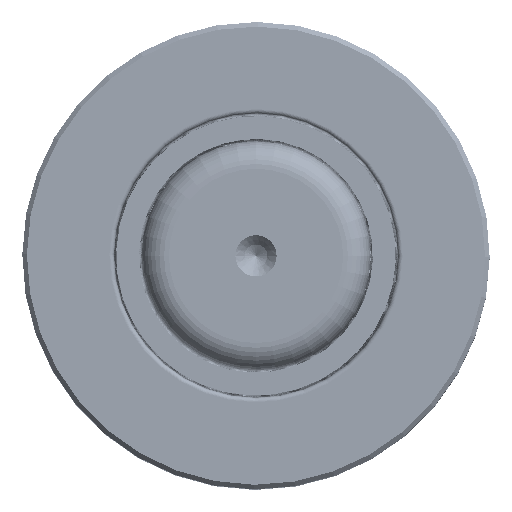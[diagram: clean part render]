
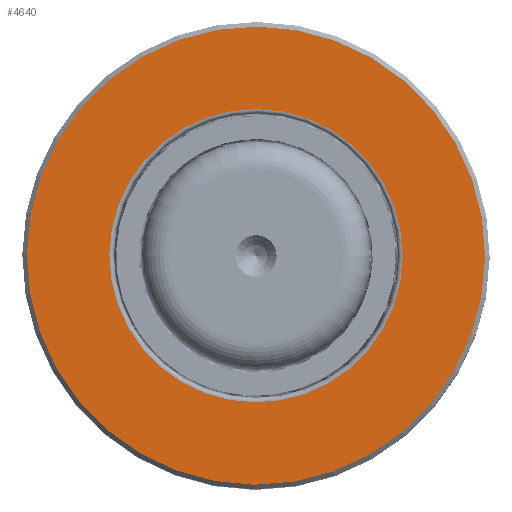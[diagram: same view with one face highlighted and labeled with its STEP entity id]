
A CAD part, top view. The second image highlights one B-rep face of the part: STEP entity #4640.
In plain terms, the highlighted face is planar.
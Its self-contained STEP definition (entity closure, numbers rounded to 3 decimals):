
#3017 = AXIS2_PLACEMENT_3D ( 'NONE', #9220, #43002, #38253 ) ;
#4565 = CARTESIAN_POINT ( 'NONE',  ( 0., 30.687, -16. ) ) ;
#4640 = ADVANCED_FACE ( 'NONE', ( #58135, #39195 ), #24983, .T. ) ;
#4670 = DIRECTION ( 'NONE',  ( 0., -1., 0. ) ) ;
#9076 = CARTESIAN_POINT ( 'NONE',  ( 0., 30.687, 0. ) ) ;
#9220 = CARTESIAN_POINT ( 'NONE',  ( 0., 30.687, 0. ) ) ;
#11254 = VERTEX_POINT ( 'NONE', #12264 ) ;
#12073 = AXIS2_PLACEMENT_3D ( 'NONE', #9076, #4670, #32738 ) ;
#12264 = CARTESIAN_POINT ( 'NONE',  ( 0., 30.687, 25. ) ) ;
#12903 = VERTEX_POINT ( 'NONE', #57945 ) ;
#17929 = ORIENTED_EDGE ( 'NONE', *, *, #53270, .T. ) ;
#19342 = DIRECTION ( 'NONE',  ( 0., 1., 0. ) ) ;
#20649 = EDGE_LOOP ( 'NONE', ( #17929, #23827 ) ) ;
#22646 = DIRECTION ( 'NONE',  ( 0., 0., -1. ) ) ;
#23827 = ORIENTED_EDGE ( 'NONE', *, *, #31522, .T. ) ;
#24983 = PLANE ( 'NONE',  #36565 ) ;
#26777 = AXIS2_PLACEMENT_3D ( 'NONE', #46646, #28635, #22646 ) ;
#28044 = CARTESIAN_POINT ( 'NONE',  ( 0., 30.687, 16. ) ) ;
#28635 = DIRECTION ( 'NONE',  ( 0., -1., 0. ) ) ;
#31444 = CARTESIAN_POINT ( 'NONE',  ( 0., 30.687, 0. ) ) ;
#31522 = EDGE_CURVE ( 'NONE', #44507, #45770, #35257, .T. ) ;
#32738 = DIRECTION ( 'NONE',  ( 0., 0., -1. ) ) ;
#33845 = CARTESIAN_POINT ( 'NONE',  ( 25., 30.687, 0. ) ) ;
#35257 = CIRCLE ( 'NONE', #36238, 16. ) ;
#36238 = AXIS2_PLACEMENT_3D ( 'NONE', #31444, #41875, #45660 ) ;
#36565 = AXIS2_PLACEMENT_3D ( 'NONE', #33845, #19342, #44264 ) ;
#38253 = DIRECTION ( 'NONE',  ( 0., 0., -1. ) ) ;
#39195 = FACE_OUTER_BOUND ( 'NONE', #47241, .T. ) ;
#41875 = DIRECTION ( 'NONE',  ( 0., -1., 0. ) ) ;
#43002 = DIRECTION ( 'NONE',  ( 0., -1., 0. ) ) ;
#44264 = DIRECTION ( 'NONE',  ( 0., 0., 1. ) ) ;
#44507 = VERTEX_POINT ( 'NONE', #28044 ) ;
#45660 = DIRECTION ( 'NONE',  ( 0., 0., -1. ) ) ;
#45770 = VERTEX_POINT ( 'NONE', #4565 ) ;
#46646 = CARTESIAN_POINT ( 'NONE',  ( 0., 30.687, 0. ) ) ;
#46738 = EDGE_CURVE ( 'NONE', #12903, #11254, #53998, .T. ) ;
#47241 = EDGE_LOOP ( 'NONE', ( #62037, #60467 ) ) ;
#48382 = CIRCLE ( 'NONE', #12073, 16. ) ;
#52734 = EDGE_CURVE ( 'NONE', #11254, #12903, #60436, .T. ) ;
#53270 = EDGE_CURVE ( 'NONE', #45770, #44507, #48382, .T. ) ;
#53998 = CIRCLE ( 'NONE', #26777, 25. ) ;
#57945 = CARTESIAN_POINT ( 'NONE',  ( 0., 30.687, -25. ) ) ;
#58135 = FACE_BOUND ( 'NONE', #20649, .T. ) ;
#60436 = CIRCLE ( 'NONE', #3017, 25. ) ;
#60467 = ORIENTED_EDGE ( 'NONE', *, *, #52734, .F. ) ;
#62037 = ORIENTED_EDGE ( 'NONE', *, *, #46738, .F. ) ;
